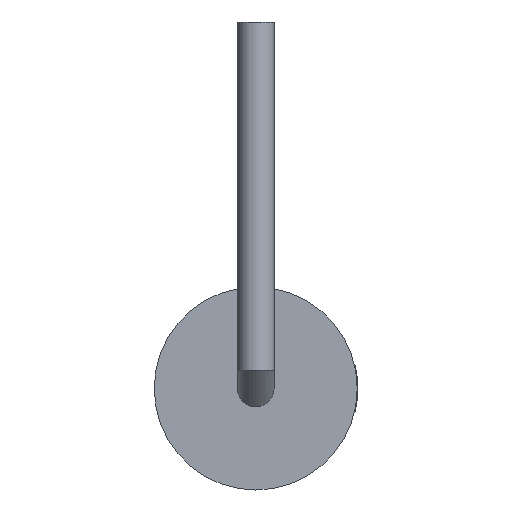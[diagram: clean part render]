
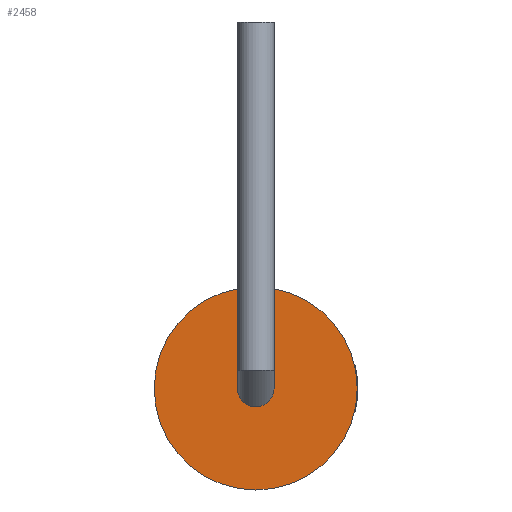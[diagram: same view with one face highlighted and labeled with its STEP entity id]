
A CAD part, front view. The second image highlights one B-rep face of the part: STEP entity #2458.
In plain terms, the highlighted planar face has unit normal (0, -1, 0).
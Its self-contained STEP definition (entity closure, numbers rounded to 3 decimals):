
#98 = CARTESIAN_POINT ( 'NONE',  ( 0., 0., -0.325 ) ) ;
#140 = AXIS2_PLACEMENT_3D ( 'NONE', #873, #1292, #1504 ) ;
#251 = CARTESIAN_POINT ( 'NONE',  ( 0., 0., 0.325 ) ) ;
#374 = ORIENTED_EDGE ( 'NONE', *, *, #635, .F. ) ;
#428 = DIRECTION ( 'NONE',  ( 0., 0., 1. ) ) ;
#443 = DIRECTION ( 'NONE',  ( 0., 1., 0. ) ) ;
#518 = ORIENTED_EDGE ( 'NONE', *, *, #1702, .F. ) ;
#524 = CARTESIAN_POINT ( 'NONE',  ( 0., 0., 0. ) ) ;
#544 = DIRECTION ( 'NONE',  ( 0., 0., 1. ) ) ;
#553 = ORIENTED_EDGE ( 'NONE', *, *, #1417, .T. ) ;
#605 = VERTEX_POINT ( 'NONE', #1553 ) ;
#635 = EDGE_CURVE ( 'NONE', #605, #1287, #1461, .T. ) ;
#873 = CARTESIAN_POINT ( 'NONE',  ( 0., 0., 0. ) ) ;
#958 = EDGE_LOOP ( 'NONE', ( #374, #518 ) ) ;
#986 = DIRECTION ( 'NONE',  ( 0., 1., 0. ) ) ;
#1012 = AXIS2_PLACEMENT_3D ( 'NONE', #1983, #2396, #544 ) ;
#1050 = CARTESIAN_POINT ( 'NONE',  ( 0., 0., 1.8 ) ) ;
#1069 = AXIS2_PLACEMENT_3D ( 'NONE', #2223, #986, #2043 ) ;
#1287 = VERTEX_POINT ( 'NONE', #1050 ) ;
#1292 = DIRECTION ( 'NONE',  ( 0., 1., 0. ) ) ;
#1334 = PLANE ( 'NONE',  #1443 ) ;
#1417 = EDGE_CURVE ( 'NONE', #1749, #1805, #1801, .T. ) ;
#1443 = AXIS2_PLACEMENT_3D ( 'NONE', #524, #1993, #2189 ) ;
#1457 = FACE_OUTER_BOUND ( 'NONE', #958, .T. ) ;
#1461 = CIRCLE ( 'NONE', #1069, 1.8 ) ;
#1504 = DIRECTION ( 'NONE',  ( 0., 0., 1. ) ) ;
#1514 = CIRCLE ( 'NONE', #140, 0.325 ) ;
#1553 = CARTESIAN_POINT ( 'NONE',  ( 0., 0., -1.8 ) ) ;
#1702 = EDGE_CURVE ( 'NONE', #1287, #605, #2349, .T. ) ;
#1749 = VERTEX_POINT ( 'NONE', #251 ) ;
#1801 = CIRCLE ( 'NONE', #1012, 0.325 ) ;
#1805 = VERTEX_POINT ( 'NONE', #98 ) ;
#1853 = CARTESIAN_POINT ( 'NONE',  ( 0., 0., 0. ) ) ;
#1868 = EDGE_LOOP ( 'NONE', ( #553, #2222 ) ) ;
#1983 = CARTESIAN_POINT ( 'NONE',  ( 0., 0., 0. ) ) ;
#1993 = DIRECTION ( 'NONE',  ( 0., 1., 0. ) ) ;
#2043 = DIRECTION ( 'NONE',  ( 0., 0., 1. ) ) ;
#2189 = DIRECTION ( 'NONE',  ( 0., 0., 1. ) ) ;
#2203 = FACE_BOUND ( 'NONE', #1868, .T. ) ;
#2222 = ORIENTED_EDGE ( 'NONE', *, *, #2323, .T. ) ;
#2223 = CARTESIAN_POINT ( 'NONE',  ( 0., 0., 0. ) ) ;
#2323 = EDGE_CURVE ( 'NONE', #1805, #1749, #1514, .T. ) ;
#2349 = CIRCLE ( 'NONE', #2485, 1.8 ) ;
#2396 = DIRECTION ( 'NONE',  ( 0., 1., 0. ) ) ;
#2458 = ADVANCED_FACE ( 'NONE', ( #2203, #1457 ), #1334, .F. ) ;
#2485 = AXIS2_PLACEMENT_3D ( 'NONE', #1853, #443, #428 ) ;
